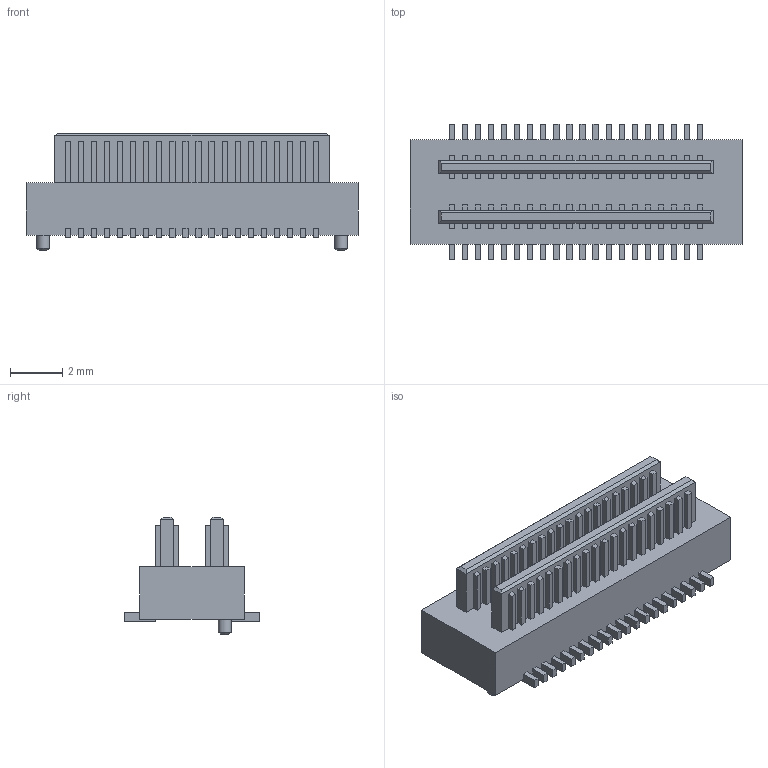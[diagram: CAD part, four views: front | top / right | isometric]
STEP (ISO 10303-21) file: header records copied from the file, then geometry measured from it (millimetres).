
FILE_DESCRIPTION(/* description */ (''),/* implementation_level */ '2;1');
FILE_NAME(/* name */ 'B2B-P0.5-40P-M.step',/* time_stamp */ '2025-09-01T12:27:19-07:00',/* author */ (''),/* organization */ (''),/* preprocessor_version */ 'ST-DEVELOPER v20.1',/* originating_system */ 'Autodesk Translation Framework v14.10.0.0',/* authorisation */ '');
FILE_SCHEMA (('AUTOMOTIVE_DESIGN { 1 0 10303 214 3 1 1 }'));
Length unit declared in the file: millimetre
Products named in the file (1): B2B-P0.5-40P-M
Bounding box: 12.7 x 5.2 x 4.5 mm (x, y, z)
Volume: 128.8 mm3; surface area: 406.3 mm2
Topology: 121 solids, 121 shells, 830 faces, 1742 edges, 1158 vertices
Faces by surface type: plane 826, cone 2, cylinder 2
Full cylindrical faces by diameter (mm): 0.5 x2
Entity records: 21572 total; most frequent: CARTESIAN_POINT 3731, ORIENTED_EDGE 3484, DIRECTION 3410, EDGE_CURVE 1742, LINE 1736, VECTOR 1736, VERTEX_POINT 1158, AXIS2_PLACEMENT_3D 837
